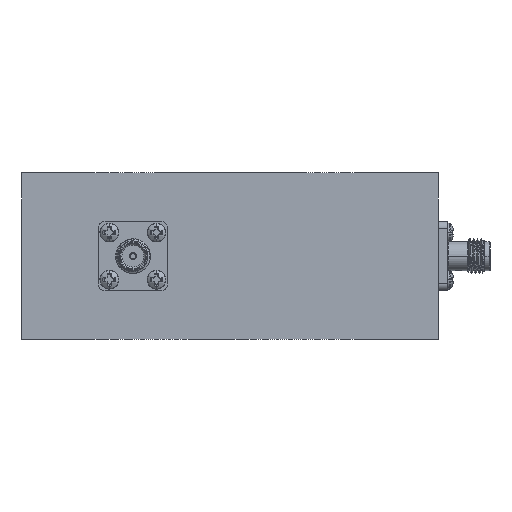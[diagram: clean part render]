
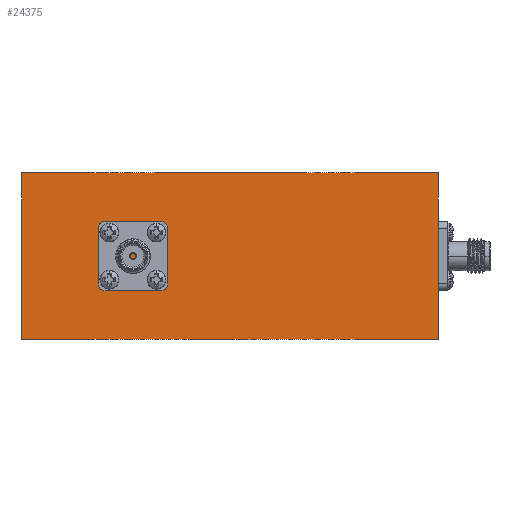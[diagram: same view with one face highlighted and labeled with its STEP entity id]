
A CAD part, left-side view. The second image highlights one B-rep face of the part: STEP entity #24375.
In plain terms, the highlighted planar face has unit normal (-1, 0, 0).
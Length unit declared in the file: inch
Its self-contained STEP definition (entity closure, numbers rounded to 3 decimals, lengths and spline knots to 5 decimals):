
#1811 = LINE ( 'NONE', #31157, #14911 ) ;
#3309 = CARTESIAN_POINT ( 'NONE',  ( -1.5, -1.5, -0.6 ) ) ;
#3917 = CARTESIAN_POINT ( 'NONE',  ( -1.5, -1.5, 0.6 ) ) ;
#4624 = LINE ( 'NONE', #44733, #27711 ) ;
#5418 = ORIENTED_EDGE ( 'NONE', *, *, #24207, .F. ) ;
#6442 = DIRECTION ( 'NONE',  ( 0., 0., -1. ) ) ;
#7150 = FACE_OUTER_BOUND ( 'NONE', #49962, .T. ) ;
#7691 = PLANE ( 'NONE',  #8905 ) ;
#8100 = CARTESIAN_POINT ( 'NONE',  ( -1.5, -1.5, 0.6 ) ) ;
#8905 = AXIS2_PLACEMENT_3D ( 'NONE', #8100, #47305, #46883 ) ;
#14281 = VECTOR ( 'NONE', #37710, 39.37008 ) ;
#14911 = VECTOR ( 'NONE', #52300, 39.37008 ) ;
#19465 = ORIENTED_EDGE ( 'NONE', *, *, #59683, .F. ) ;
#20031 = CARTESIAN_POINT ( 'NONE',  ( -1.5, 1.5, -0.6 ) ) ;
#20391 = VERTEX_POINT ( 'NONE', #3917 ) ;
#22059 = CARTESIAN_POINT ( 'NONE',  ( -1.5, -1.5, -0.6 ) ) ;
#24207 = EDGE_CURVE ( 'NONE', #20391, #57962, #52752, .T. ) ;
#24313 = EDGE_CURVE ( 'NONE', #55190, #47282, #1811, .T. ) ;
#24375 = ADVANCED_FACE ( 'NONE', ( #7150 ), #7691, .F. ) ;
#26633 = CARTESIAN_POINT ( 'NONE',  ( -1.5, -1.5, 0.6 ) ) ;
#27711 = VECTOR ( 'NONE', #59658, 39.37008 ) ;
#27893 = CARTESIAN_POINT ( 'NONE',  ( -1.5, 1.5, 0.6 ) ) ;
#29235 = ORIENTED_EDGE ( 'NONE', *, *, #51627, .T. ) ;
#31157 = CARTESIAN_POINT ( 'NONE',  ( -1.5, 1.5, 0.6 ) ) ;
#32574 = VECTOR ( 'NONE', #6442, 39.37008 ) ;
#37710 = DIRECTION ( 'NONE',  ( 0., -1., 0. ) ) ;
#40014 = ORIENTED_EDGE ( 'NONE', *, *, #24313, .T. ) ;
#44733 = CARTESIAN_POINT ( 'NONE',  ( -1.5, -1.5, 0.6 ) ) ;
#46883 = DIRECTION ( 'NONE',  ( 0., 0., -1. ) ) ;
#47282 = VERTEX_POINT ( 'NONE', #20031 ) ;
#47305 = DIRECTION ( 'NONE',  ( 1., 0., 0. ) ) ;
#49962 = EDGE_LOOP ( 'NONE', ( #29235, #5418, #19465, #40014 ) ) ;
#51627 = EDGE_CURVE ( 'NONE', #47282, #57962, #62926, .T. ) ;
#52300 = DIRECTION ( 'NONE',  ( 0., 0., -1. ) ) ;
#52752 = LINE ( 'NONE', #26633, #32574 ) ;
#55190 = VERTEX_POINT ( 'NONE', #27893 ) ;
#57962 = VERTEX_POINT ( 'NONE', #22059 ) ;
#59658 = DIRECTION ( 'NONE',  ( 0., -1., 0. ) ) ;
#59683 = EDGE_CURVE ( 'NONE', #55190, #20391, #4624, .T. ) ;
#62926 = LINE ( 'NONE', #3309, #14281 ) ;
